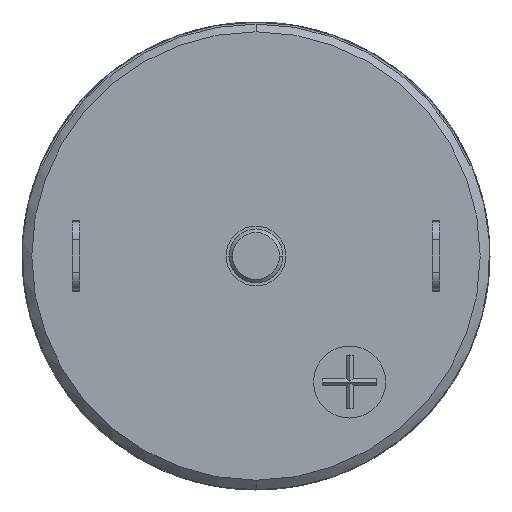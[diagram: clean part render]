
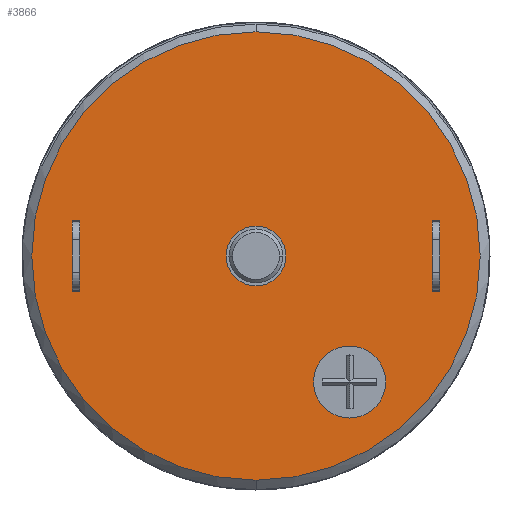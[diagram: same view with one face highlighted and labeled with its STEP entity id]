
A CAD part, front view. The second image highlights one B-rep face of the part: STEP entity #3866.
In plain terms, the highlighted planar face has unit normal (0, -1, 0).
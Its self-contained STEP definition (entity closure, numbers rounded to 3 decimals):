
#471=DIRECTION('',(0.,0.,1.));
#472=VECTOR('',#471,1.952);
#473=CARTESIAN_POINT('',(4.9,-34.4,-0.976));
#474=LINE('',#473,#472);
#559=DIRECTION('',(0.,0.,1.));
#560=VECTOR('',#559,1.952);
#561=CARTESIAN_POINT('',(5.1,-34.4,-0.976));
#562=LINE('',#561,#560);
#597=CARTESIAN_POINT('',(0.,-34.4,0.));
#598=DIRECTION('',(0.,-1.,0.));
#599=DIRECTION('',(0.,0.,1.));
#600=AXIS2_PLACEMENT_3D('',#597,#598,#599);
#602=CARTESIAN_POINT('',(0.,-34.4,0.));
#603=DIRECTION('',(0.,1.,0.));
#604=DIRECTION('',(0.,0.,1.));
#605=AXIS2_PLACEMENT_3D('',#602,#603,#604);
#607=CARTESIAN_POINT('',(2.6,-34.4,-3.5));
#608=DIRECTION('',(0.,-1.,0.));
#609=DIRECTION('',(1.,0.,0.));
#610=AXIS2_PLACEMENT_3D('',#607,#608,#609);
#612=CARTESIAN_POINT('',(2.6,-34.4,-3.5));
#613=DIRECTION('',(0.,-1.,0.));
#614=DIRECTION('',(-1.,0.,0.));
#615=AXIS2_PLACEMENT_3D('',#612,#613,#614);
#1274=DIRECTION('',(1.,0.,0.));
#1275=VECTOR('',#1274,0.2);
#1276=CARTESIAN_POINT('',(4.9,-34.4,-0.976));
#1277=LINE('',#1276,#1275);
#1298=DIRECTION('',(1.,0.,0.));
#1299=VECTOR('',#1298,0.2);
#1300=CARTESIAN_POINT('',(4.9,-34.4,0.976));
#1301=LINE('',#1300,#1299);
#1420=DIRECTION('',(-1.,0.,0.));
#1421=VECTOR('',#1420,0.2);
#1422=CARTESIAN_POINT('',(-4.9,-34.4,0.976));
#1423=LINE('',#1422,#1421);
#1450=DIRECTION('',(0.,0.,1.));
#1451=VECTOR('',#1450,1.952);
#1452=CARTESIAN_POINT('',(-4.9,-34.4,-0.976));
#1453=LINE('',#1452,#1451);
#1488=DIRECTION('',(-1.,0.,0.));
#1489=VECTOR('',#1488,0.2);
#1490=CARTESIAN_POINT('',(-4.9,-34.4,-0.976));
#1491=LINE('',#1490,#1489);
#1518=DIRECTION('',(0.,0.,1.));
#1519=VECTOR('',#1518,1.952);
#1520=CARTESIAN_POINT('',(-5.1,-34.4,-0.976));
#1521=LINE('',#1520,#1519);
#1960=CARTESIAN_POINT('',(0.,-34.4,0.));
#1961=DIRECTION('',(0.,1.,0.));
#1962=DIRECTION('',(0.,0.,1.));
#1963=AXIS2_PLACEMENT_3D('',#1960,#1961,#1962);
#1974=CARTESIAN_POINT('',(0.,-34.4,0.));
#1975=DIRECTION('',(0.,-1.,0.));
#1976=DIRECTION('',(0.,0.,1.));
#1977=AXIS2_PLACEMENT_3D('',#1974,#1975,#1976);
#2736=CARTESIAN_POINT('',(0.,-34.4,-6.229));
#2738=VERTEX_POINT('',#2736);
#2739=CARTESIAN_POINT('',(0.,-34.4,6.229));
#2740=VERTEX_POINT('',#2739);
#2741=CARTESIAN_POINT('',(0.,-34.4,0.829));
#2742=CARTESIAN_POINT('',(0.,-34.4,-0.829));
#2743=VERTEX_POINT('',#2741);
#2744=VERTEX_POINT('',#2742);
#2745=CARTESIAN_POINT('',(4.9,-34.4,-0.976));
#2746=CARTESIAN_POINT('',(4.9,-34.4,0.976));
#2747=VERTEX_POINT('',#2745);
#2748=VERTEX_POINT('',#2746);
#2749=CARTESIAN_POINT('',(5.1,-34.4,-0.976));
#2750=CARTESIAN_POINT('',(5.1,-34.4,0.976));
#2751=VERTEX_POINT('',#2749);
#2752=VERTEX_POINT('',#2750);
#2753=CARTESIAN_POINT('',(-5.1,-34.4,-0.976));
#2754=CARTESIAN_POINT('',(-5.1,-34.4,0.976));
#2755=VERTEX_POINT('',#2753);
#2756=VERTEX_POINT('',#2754);
#2757=CARTESIAN_POINT('',(-4.9,-34.4,-0.976));
#2758=CARTESIAN_POINT('',(-4.9,-34.4,0.976));
#2759=VERTEX_POINT('',#2757);
#2760=VERTEX_POINT('',#2758);
#2982=CARTESIAN_POINT('',(3.6,-34.4,-3.5));
#2983=CARTESIAN_POINT('',(1.6,-34.4,-3.5));
#2984=VERTEX_POINT('',#2982);
#2985=VERTEX_POINT('',#2983);
#3825=CARTESIAN_POINT('',(0.,-34.4,0.));
#3826=DIRECTION('',(0.,-1.,0.));
#3827=DIRECTION('',(0.,0.,1.));
#3828=AXIS2_PLACEMENT_3D('',#3825,#3826,#3827);
#3829=PLANE('',#3828);
#3831=ORIENTED_EDGE('',*,*,#3830,.F.);
#3833=ORIENTED_EDGE('',*,*,#3832,.T.);
#3834=EDGE_LOOP('',(#3831,#3833));
#3835=FACE_OUTER_BOUND('',#3834,.F.);
#3837=ORIENTED_EDGE('',*,*,#3836,.F.);
#3839=ORIENTED_EDGE('',*,*,#3838,.T.);
#3840=EDGE_LOOP('',(#3837,#3839));
#3841=FACE_BOUND('',#3840,.F.);
#3842=ORIENTED_EDGE('',*,*,#3624,.F.);
#3844=ORIENTED_EDGE('',*,*,#3843,.T.);
#3845=ORIENTED_EDGE('',*,*,#3785,.T.);
#3847=ORIENTED_EDGE('',*,*,#3846,.F.);
#3848=EDGE_LOOP('',(#3842,#3844,#3845,#3847));
#3849=FACE_BOUND('',#3848,.F.);
#3851=ORIENTED_EDGE('',*,*,#3850,.F.);
#3853=ORIENTED_EDGE('',*,*,#3852,.F.);
#3855=ORIENTED_EDGE('',*,*,#3854,.T.);
#3857=ORIENTED_EDGE('',*,*,#3856,.T.);
#3858=EDGE_LOOP('',(#3851,#3853,#3855,#3857));
#3859=FACE_BOUND('',#3858,.F.);
#3861=ORIENTED_EDGE('',*,*,#3860,.T.);
#3863=ORIENTED_EDGE('',*,*,#3862,.T.);
#3864=EDGE_LOOP('',(#3861,#3863));
#3865=FACE_BOUND('',#3864,.F.);
#3866=ADVANCED_FACE('',(#3835,#3841,#3849,#3859,#3865),#3829,.T.);
#601=CIRCLE('',#600,6.229);
#606=CIRCLE('',#605,6.229);
#611=CIRCLE('',#610,1.);
#616=CIRCLE('',#615,1.);
#1964=CIRCLE('',#1963,0.829);
#1978=CIRCLE('',#1977,0.829);
#3624=EDGE_CURVE('',#2747,#2748,#474,.T.);
#3785=EDGE_CURVE('',#2751,#2752,#562,.T.);
#3830=EDGE_CURVE('',#2740,#2738,#601,.T.);
#3832=EDGE_CURVE('',#2740,#2738,#606,.T.);
#3836=EDGE_CURVE('',#2743,#2744,#1964,.T.);
#3838=EDGE_CURVE('',#2743,#2744,#1978,.T.);
#3843=EDGE_CURVE('',#2747,#2751,#1277,.T.);
#3846=EDGE_CURVE('',#2748,#2752,#1301,.T.);
#3850=EDGE_CURVE('',#2755,#2756,#1521,.T.);
#3852=EDGE_CURVE('',#2759,#2755,#1491,.T.);
#3854=EDGE_CURVE('',#2759,#2760,#1453,.T.);
#3856=EDGE_CURVE('',#2760,#2756,#1423,.T.);
#3860=EDGE_CURVE('',#2984,#2985,#611,.T.);
#3862=EDGE_CURVE('',#2985,#2984,#616,.T.);
